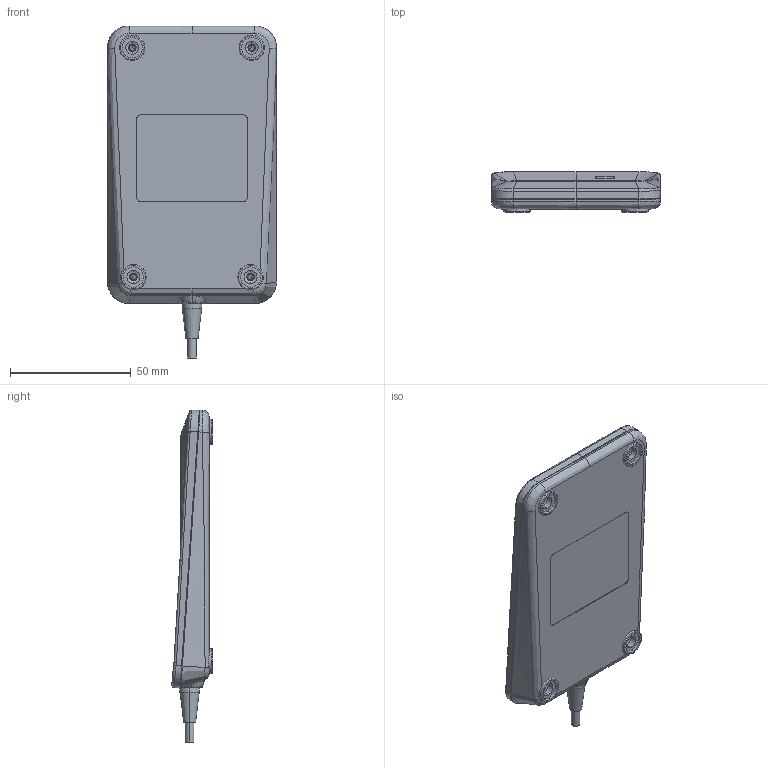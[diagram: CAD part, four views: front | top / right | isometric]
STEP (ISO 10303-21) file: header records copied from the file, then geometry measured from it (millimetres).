
FILE_DESCRIPTION((''),'2;1');
FILE_NAME('CREDIT_CARD_ASM','2019-09-24T00:50:25',('CJL'),(''),'CREO PARAMETRIC BY PTC INC, 2018020','CREO PARAMETRIC BY PTC INC, 2018020','');
FILE_SCHEMA(('CONFIG_CONTROL_DESIGN'));
Length unit declared in the file: millimetre
Products named in the file (9): CREDIT_FR; CREDIT_BR; CREDIT_LIGHT_GUIDE; LINE_SR; CREDIT_CARD_MD_ASM; CREDIT_PCB; 4PIN_H; CREDIT_CARD_PCBA_ASM; CREDIT_CARD_ASM
Assembly tree (8 placements, depth 3):
  CREDIT_CARD_ASM
    CREDIT_CARD_MD_ASM
      CREDIT_FR
      CREDIT_BR
      CREDIT_LIGHT_GUIDE
      LINE_SR
    CREDIT_CARD_PCBA_ASM
      CREDIT_PCB
      4PIN_H
Bounding box: 70 x 16.77 x 137.5 mm (x, y, z)
Volume: 36204.6 mm3; surface area: 47857.2 mm2
Topology: 6 solids, 6 shells, 781 faces, 2019 edges, 1286 vertices
Faces by surface type: plane 415, bspline 183, cylinder 94, cone 55, extrusion 22, torus 12
Entity records: 32454 total; most frequent: CARTESIAN_POINT 14482, ORIENTED_EDGE 4038, DIRECTION 3081, EDGE_CURVE 2019, VERTEX_POINT 1286, VECTOR 1223, LINE 1201, AXIS2_PLACEMENT_3D 929
